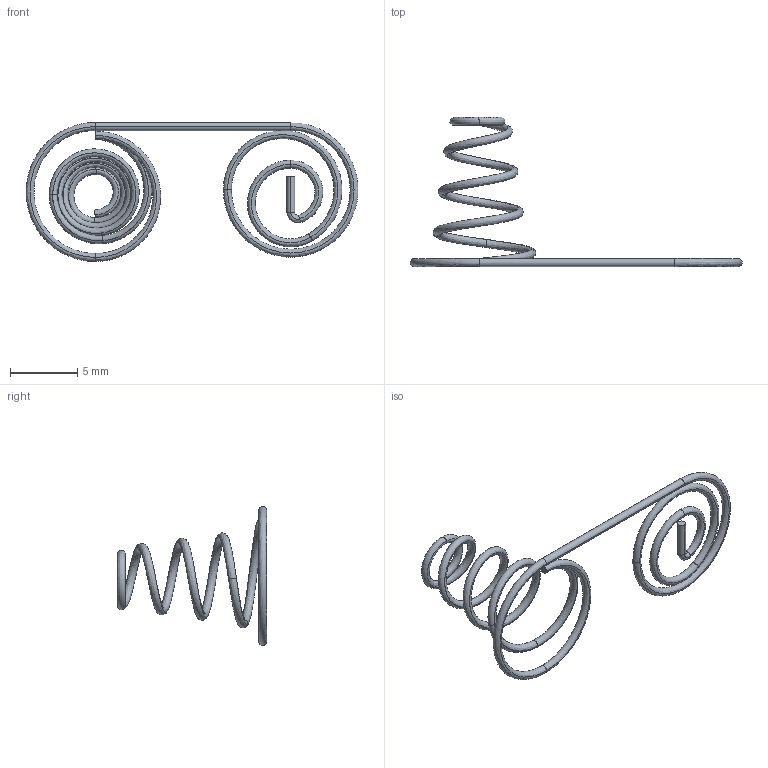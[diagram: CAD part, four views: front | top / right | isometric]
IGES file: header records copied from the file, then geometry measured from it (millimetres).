
Start section: START RECORD GO HERE.
Global section: file name: Terminal+-.igs; native system: DASSAULT SYSTEMES CATIA V5 R20 - www.3ds.com; preprocessor: CATIA Version 5 Release 20 SP 4 ; author: yoshiki_kobayashi; organization: ENG_CAD_Note3; date: 20140321.131238; units: millimetre
Bounding box: 24.66 x 11.1 x 10.32 mm (x, y, z)
Surface area: 330.1 mm2 (no closed solid volume)
Topology: 0 solids, 0 shells, 31 faces, 126 edges, 126 vertices
Faces by surface type: revolution 22, bspline 6, plane 3
